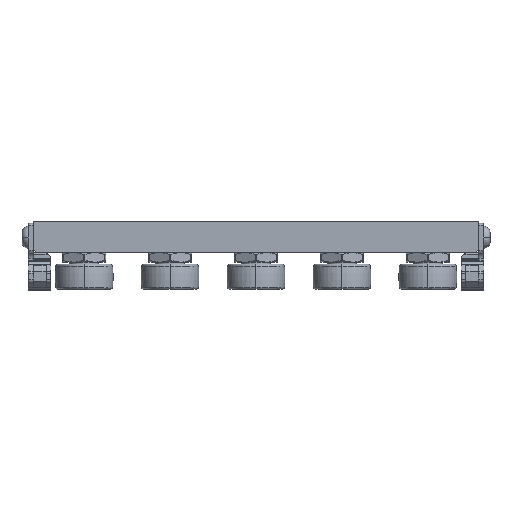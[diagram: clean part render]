
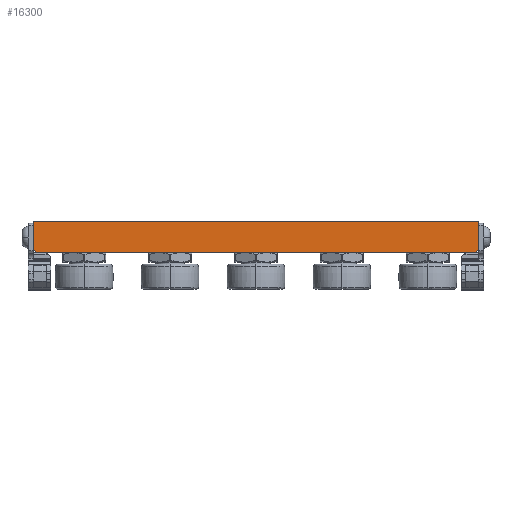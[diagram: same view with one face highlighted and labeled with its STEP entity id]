
A CAD part, top view. The second image highlights one B-rep face of the part: STEP entity #16300.
In plain terms, the highlighted planar face has unit normal (0, 0, 1).
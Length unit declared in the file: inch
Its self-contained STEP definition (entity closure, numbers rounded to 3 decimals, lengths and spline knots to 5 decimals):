
#43 = VERTEX_POINT ( 'NONE', #17198 ) ;
#127 = VECTOR ( 'NONE', #18690, 39.37008 ) ;
#230 = VECTOR ( 'NONE', #13351, 39.37008 ) ;
#790 = CARTESIAN_POINT ( 'NONE',  ( 2.244, 0., 0.3545 ) ) ;
#1014 = ORIENTED_EDGE ( 'NONE', *, *, #4773, .T. ) ;
#1542 = VERTEX_POINT ( 'NONE', #18667 ) ;
#1752 = ORIENTED_EDGE ( 'NONE', *, *, #11297, .T. ) ;
#2445 = EDGE_CURVE ( 'NONE', #14962, #17852, #3644, .T. ) ;
#3367 = DIRECTION ( 'NONE',  ( 0.707, 0.707, 0. ) ) ;
#3644 = LINE ( 'NONE', #9596, #9764 ) ;
#4115 = CARTESIAN_POINT ( 'NONE',  ( 2.2065, 0., 0.3545 ) ) ;
#4240 = ORIENTED_EDGE ( 'NONE', *, *, #9168, .T. ) ;
#4330 = CARTESIAN_POINT ( 'NONE',  ( 0., 0., 0.3545 ) ) ;
#4638 = DIRECTION ( 'NONE',  ( -1., 0., 0. ) ) ;
#4773 = EDGE_CURVE ( 'NONE', #5945, #13733, #8948, .T. ) ;
#5202 = CARTESIAN_POINT ( 'NONE',  ( -2.2065, 0., 0.3545 ) ) ;
#5484 = LINE ( 'NONE', #5202, #6106 ) ;
#5784 = DIRECTION ( 'NONE',  ( 1., 0., 0. ) ) ;
#5945 = VERTEX_POINT ( 'NONE', #17368 ) ;
#6106 = VECTOR ( 'NONE', #8324, 39.37008 ) ;
#6444 = ORIENTED_EDGE ( 'NONE', *, *, #6801, .T. ) ;
#6801 = EDGE_CURVE ( 'NONE', #1542, #5945, #7650, .T. ) ;
#7396 = CARTESIAN_POINT ( 'NONE',  ( -2.244, 0., 0.3545 ) ) ;
#7650 = LINE ( 'NONE', #13516, #15213 ) ;
#8265 = EDGE_CURVE ( 'NONE', #17852, #1542, #18509, .T. ) ;
#8324 = DIRECTION ( 'NONE',  ( 1., 0., 0. ) ) ;
#8533 = ORIENTED_EDGE ( 'NONE', *, *, #2445, .T. ) ;
#8948 = LINE ( 'NONE', #7396, #230 ) ;
#9101 = FACE_OUTER_BOUND ( 'NONE', #12450, .T. ) ;
#9168 = EDGE_CURVE ( 'NONE', #43, #14962, #5484, .T. ) ;
#9579 = DIRECTION ( 'NONE',  ( 0., 1., 0. ) ) ;
#9596 = CARTESIAN_POINT ( 'NONE',  ( 2.2065, 0., 0.3545 ) ) ;
#9641 = CARTESIAN_POINT ( 'NONE',  ( -2.244, 0.0375, 0.3545 ) ) ;
#9764 = VECTOR ( 'NONE', #3367, 39.37008 ) ;
#10698 = AXIS2_PLACEMENT_3D ( 'NONE', #4330, #12146, #5784 ) ;
#11297 = EDGE_CURVE ( 'NONE', #13733, #43, #12677, .T. ) ;
#12146 = DIRECTION ( 'NONE',  ( 0., 0., 1. ) ) ;
#12450 = EDGE_LOOP ( 'NONE', ( #14499, #6444, #1014, #1752, #4240, #8533 ) ) ;
#12677 = LINE ( 'NONE', #9641, #127 ) ;
#12846 = CARTESIAN_POINT ( 'NONE',  ( 2.244, 0.0375, 0.3545 ) ) ;
#13351 = DIRECTION ( 'NONE',  ( 0., -1., 0. ) ) ;
#13516 = CARTESIAN_POINT ( 'NONE',  ( 0., 0.31, 0.3545 ) ) ;
#13571 = VECTOR ( 'NONE', #9579, 39.37008 ) ;
#13733 = VERTEX_POINT ( 'NONE', #16987 ) ;
#14499 = ORIENTED_EDGE ( 'NONE', *, *, #8265, .T. ) ;
#14962 = VERTEX_POINT ( 'NONE', #4115 ) ;
#15213 = VECTOR ( 'NONE', #4638, 39.37008 ) ;
#16300 = ADVANCED_FACE ( 'NONE', ( #9101 ), #17851, .T. ) ;
#16987 = CARTESIAN_POINT ( 'NONE',  ( -2.244, 0.0375, 0.3545 ) ) ;
#17198 = CARTESIAN_POINT ( 'NONE',  ( -2.2065, 0., 0.3545 ) ) ;
#17368 = CARTESIAN_POINT ( 'NONE',  ( -2.244, 0.31, 0.3545 ) ) ;
#17851 = PLANE ( 'NONE',  #10698 ) ;
#17852 = VERTEX_POINT ( 'NONE', #12846 ) ;
#18509 = LINE ( 'NONE', #790, #13571 ) ;
#18667 = CARTESIAN_POINT ( 'NONE',  ( 2.244, 0.31, 0.3545 ) ) ;
#18690 = DIRECTION ( 'NONE',  ( 0.707, -0.707, 0. ) ) ;
